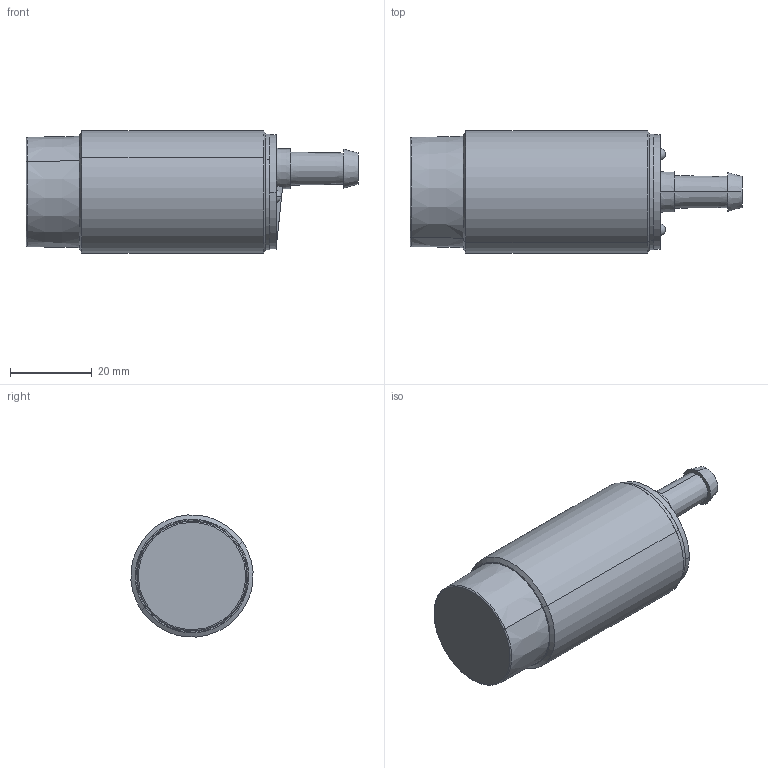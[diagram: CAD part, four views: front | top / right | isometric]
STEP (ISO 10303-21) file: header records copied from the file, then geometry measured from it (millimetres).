
FILE_DESCRIPTION(('Creo Elements/Direct Modeling STEP Export'),'2;1');
FILE_NAME('M30-Cable-nonFlush-Simpel.stp','2020-03-03T17:16:10',('Palle Edslev '),('EDSLEV A/S'),'Creo Elements/Direct Modeling STEP processor for AP214 (Solid Model)','Creo Elements/Direct Modeling 18.1H 24-Oct-2015 (C) Parametric Technology GmbH','');
FILE_SCHEMA(('AUTOMOTIVE_DESIGN { 1 0 10303 214 1 1 1 1 }'));
Length unit declared in the file: millimetre
Products named in the file (1): M30-Cable-nonFlush-Simpel
Bounding box: 81 x 29.78 x 29.78 mm (x, y, z)
Volume: 41409.4 mm3; surface area: 7849 mm2
Topology: 1 solids, 1 shells, 56 faces, 127 edges, 79 vertices
Faces by surface type: plane 18, cone 16, cylinder 12, sphere 4, torus 4, extrusion 2
Entity records: 1489 total; most frequent: CARTESIAN_POINT 298, ORIENTED_EDGE 246, DIRECTION 238, EDGE_CURVE 123, AXIS2_PLACEMENT_3D 95, VERTEX_POINT 79, EDGE_LOOP 66, FACE_OUTER_BOUND 56
